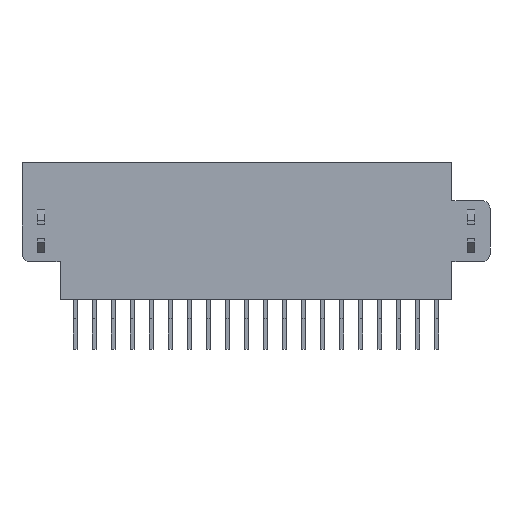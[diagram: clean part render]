
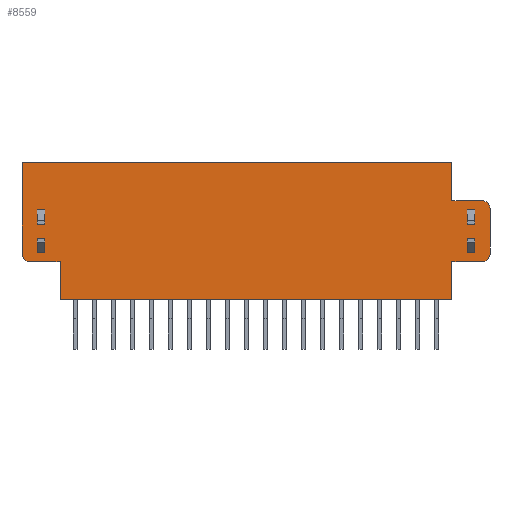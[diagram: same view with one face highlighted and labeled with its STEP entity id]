
A CAD part, front view. The second image highlights one B-rep face of the part: STEP entity #8559.
In plain terms, the highlighted planar face has unit normal (0, -1, 0).
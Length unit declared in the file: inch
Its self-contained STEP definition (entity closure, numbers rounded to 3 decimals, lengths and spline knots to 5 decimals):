
#77=CIRCLE('',#9046,0.01);
#78=CIRCLE('',#9047,0.01);
#79=CIRCLE('',#9048,0.01);
#177=ORIENTED_EDGE('',*,*,#2630,.F.);
#178=ORIENTED_EDGE('',*,*,#2631,.T.);
#179=ORIENTED_EDGE('',*,*,#2632,.F.);
#180=ORIENTED_EDGE('',*,*,#2633,.F.);
#181=ORIENTED_EDGE('',*,*,#2634,.F.);
#182=ORIENTED_EDGE('',*,*,#2635,.T.);
#183=ORIENTED_EDGE('',*,*,#2636,.F.);
#184=ORIENTED_EDGE('',*,*,#2637,.F.);
#185=ORIENTED_EDGE('',*,*,#2638,.F.);
#186=ORIENTED_EDGE('',*,*,#2639,.T.);
#187=ORIENTED_EDGE('',*,*,#2640,.F.);
#188=ORIENTED_EDGE('',*,*,#2641,.F.);
#189=ORIENTED_EDGE('',*,*,#2642,.F.);
#190=ORIENTED_EDGE('',*,*,#2643,.T.);
#191=ORIENTED_EDGE('',*,*,#2644,.F.);
#192=ORIENTED_EDGE('',*,*,#2645,.F.);
#193=ORIENTED_EDGE('',*,*,#2646,.F.);
#194=ORIENTED_EDGE('',*,*,#2647,.T.);
#195=ORIENTED_EDGE('',*,*,#2648,.T.);
#196=ORIENTED_EDGE('',*,*,#2649,.F.);
#197=ORIENTED_EDGE('',*,*,#2650,.T.);
#198=ORIENTED_EDGE('',*,*,#2651,.T.);
#199=ORIENTED_EDGE('',*,*,#2652,.F.);
#200=ORIENTED_EDGE('',*,*,#2653,.F.);
#201=ORIENTED_EDGE('',*,*,#2654,.F.);
#202=ORIENTED_EDGE('',*,*,#2655,.T.);
#203=ORIENTED_EDGE('',*,*,#2656,.T.);
#204=ORIENTED_EDGE('',*,*,#2657,.F.);
#205=ORIENTED_EDGE('',*,*,#2615,.F.);
#2615=EDGE_CURVE('',#3841,#3843,#4660,.T.);
#2630=EDGE_CURVE('',#3856,#3857,#4672,.T.);
#2631=EDGE_CURVE('',#3856,#3858,#4673,.T.);
#2632=EDGE_CURVE('',#3859,#3858,#4674,.T.);
#2633=EDGE_CURVE('',#3857,#3859,#4675,.T.);
#2634=EDGE_CURVE('',#3860,#3861,#4676,.T.);
#2635=EDGE_CURVE('',#3860,#3862,#4677,.T.);
#2636=EDGE_CURVE('',#3863,#3862,#4678,.T.);
#2637=EDGE_CURVE('',#3861,#3863,#4679,.T.);
#2638=EDGE_CURVE('',#3864,#3865,#4680,.T.);
#2639=EDGE_CURVE('',#3864,#3866,#4681,.T.);
#2640=EDGE_CURVE('',#3867,#3866,#4682,.T.);
#2641=EDGE_CURVE('',#3865,#3867,#4683,.T.);
#2642=EDGE_CURVE('',#3868,#3869,#4684,.T.);
#2643=EDGE_CURVE('',#3868,#3870,#4685,.T.);
#2644=EDGE_CURVE('',#3871,#3870,#4686,.T.);
#2645=EDGE_CURVE('',#3869,#3871,#4687,.T.);
#2646=EDGE_CURVE('',#3872,#3841,#77,.T.);
#2647=EDGE_CURVE('',#3872,#3873,#4688,.T.);
#2648=EDGE_CURVE('',#3873,#3874,#4689,.T.);
#2649=EDGE_CURVE('',#3875,#3874,#4690,.T.);
#2650=EDGE_CURVE('',#3875,#3876,#4691,.T.);
#2651=EDGE_CURVE('',#3876,#3877,#4692,.T.);
#2652=EDGE_CURVE('',#3878,#3877,#78,.T.);
#2653=EDGE_CURVE('',#3879,#3878,#4693,.T.);
#2654=EDGE_CURVE('',#3880,#3879,#79,.T.);
#2655=EDGE_CURVE('',#3880,#3881,#4694,.T.);
#2656=EDGE_CURVE('',#3881,#3882,#4695,.T.);
#2657=EDGE_CURVE('',#3843,#3882,#4696,.T.);
#3841=VERTEX_POINT('',#11821);
#3843=VERTEX_POINT('',#11824);
#3856=VERTEX_POINT('',#11854);
#3857=VERTEX_POINT('',#11855);
#3858=VERTEX_POINT('',#11857);
#3859=VERTEX_POINT('',#11859);
#3860=VERTEX_POINT('',#11862);
#3861=VERTEX_POINT('',#11863);
#3862=VERTEX_POINT('',#11865);
#3863=VERTEX_POINT('',#11867);
#3864=VERTEX_POINT('',#11870);
#3865=VERTEX_POINT('',#11871);
#3866=VERTEX_POINT('',#11873);
#3867=VERTEX_POINT('',#11875);
#3868=VERTEX_POINT('',#11878);
#3869=VERTEX_POINT('',#11879);
#3870=VERTEX_POINT('',#11881);
#3871=VERTEX_POINT('',#11883);
#3872=VERTEX_POINT('',#11886);
#3873=VERTEX_POINT('',#11888);
#3874=VERTEX_POINT('',#11890);
#3875=VERTEX_POINT('',#11892);
#3876=VERTEX_POINT('',#11894);
#3877=VERTEX_POINT('',#11896);
#3878=VERTEX_POINT('',#11898);
#3879=VERTEX_POINT('',#11900);
#3880=VERTEX_POINT('',#11902);
#3881=VERTEX_POINT('',#11904);
#3882=VERTEX_POINT('',#11906);
#4660=LINE('',#11823,#5801);
#4672=LINE('',#11853,#5813);
#4673=LINE('',#11856,#5814);
#4674=LINE('',#11858,#5815);
#4675=LINE('',#11860,#5816);
#4676=LINE('',#11861,#5817);
#4677=LINE('',#11864,#5818);
#4678=LINE('',#11866,#5819);
#4679=LINE('',#11868,#5820);
#4680=LINE('',#11869,#5821);
#4681=LINE('',#11872,#5822);
#4682=LINE('',#11874,#5823);
#4683=LINE('',#11876,#5824);
#4684=LINE('',#11877,#5825);
#4685=LINE('',#11880,#5826);
#4686=LINE('',#11882,#5827);
#4687=LINE('',#11884,#5828);
#4688=LINE('',#11887,#5829);
#4689=LINE('',#11889,#5830);
#4690=LINE('',#11891,#5831);
#4691=LINE('',#11893,#5832);
#4692=LINE('',#11895,#5833);
#4693=LINE('',#11899,#5834);
#4694=LINE('',#11903,#5835);
#4695=LINE('',#11905,#5836);
#4696=LINE('',#11907,#5837);
#5801=VECTOR('',#9590,39.37008);
#5813=VECTOR('',#9612,39.37008);
#5814=VECTOR('',#9613,39.37008);
#5815=VECTOR('',#9614,39.37008);
#5816=VECTOR('',#9615,39.37008);
#5817=VECTOR('',#9616,39.37008);
#5818=VECTOR('',#9617,39.37008);
#5819=VECTOR('',#9618,39.37008);
#5820=VECTOR('',#9619,39.37008);
#5821=VECTOR('',#9620,39.37008);
#5822=VECTOR('',#9621,39.37008);
#5823=VECTOR('',#9622,39.37008);
#5824=VECTOR('',#9623,39.37008);
#5825=VECTOR('',#9624,39.37008);
#5826=VECTOR('',#9625,39.37008);
#5827=VECTOR('',#9626,39.37008);
#5828=VECTOR('',#9627,39.37008);
#5829=VECTOR('',#9630,39.37008);
#5830=VECTOR('',#9631,39.37008);
#5831=VECTOR('',#9632,39.37008);
#5832=VECTOR('',#9633,39.37008);
#5833=VECTOR('',#9634,39.37008);
#5834=VECTOR('',#9637,39.37008);
#5835=VECTOR('',#9640,39.37008);
#5836=VECTOR('',#9641,39.37008);
#5837=VECTOR('',#9642,39.37008);
#6943=EDGE_LOOP('',(#177,#178,#179,#180));
#6944=EDGE_LOOP('',(#181,#182,#183,#184));
#6945=EDGE_LOOP('',(#185,#186,#187,#188));
#6946=EDGE_LOOP('',(#189,#190,#191,#192));
#6947=EDGE_LOOP('',(#193,#194,#195,#196,#197,#198,#199,#200,#201,#202,#203,
#204,#205));
#7544=FACE_BOUND('',#6943,.T.);
#7545=FACE_BOUND('',#6944,.T.);
#7546=FACE_BOUND('',#6945,.T.);
#7547=FACE_BOUND('',#6946,.T.);
#7548=FACE_BOUND('',#6947,.T.);
#8145=PLANE('',#9045);
#8559=ADVANCED_FACE('',(#7544,#7545,#7546,#7547,#7548),#8145,.F.);
#9045=AXIS2_PLACEMENT_3D('',#11852,#9610,#9611);
#9046=AXIS2_PLACEMENT_3D('',#11885,#9628,#9629);
#9047=AXIS2_PLACEMENT_3D('',#11897,#9635,#9636);
#9048=AXIS2_PLACEMENT_3D('',#11901,#9638,#9639);
#9590=DIRECTION('',(0.,0.,1.));
#9610=DIRECTION('',(0.,1.,0.));
#9611=DIRECTION('',(0.,0.,1.));
#9612=DIRECTION('',(-1.,0.,0.));
#9613=DIRECTION('',(0.,0.,-1.));
#9614=DIRECTION('',(1.,0.,0.));
#9615=DIRECTION('',(0.,0.,-1.));
#9616=DIRECTION('',(-1.,0.,0.));
#9617=DIRECTION('',(0.,0.,-1.));
#9618=DIRECTION('',(1.,0.,0.));
#9619=DIRECTION('',(0.,0.,-1.));
#9620=DIRECTION('',(-1.,0.,0.));
#9621=DIRECTION('',(0.,0.,-1.));
#9622=DIRECTION('',(1.,0.,0.));
#9623=DIRECTION('',(0.,0.,-1.));
#9624=DIRECTION('',(-1.,0.,0.));
#9625=DIRECTION('',(0.,0.,-1.));
#9626=DIRECTION('',(1.,0.,0.));
#9627=DIRECTION('',(0.,0.,-1.));
#9628=DIRECTION('',(0.,1.,0.));
#9629=DIRECTION('',(1.,0.,0.));
#9630=DIRECTION('',(1.,0.,0.));
#9631=DIRECTION('',(0.,0.,-1.));
#9632=DIRECTION('',(-1.,0.,0.));
#9633=DIRECTION('',(0.,0.,1.));
#9634=DIRECTION('',(1.,0.,0.));
#9635=DIRECTION('',(0.,1.,0.));
#9636=DIRECTION('',(1.,0.,0.));
#9637=DIRECTION('',(0.,0.,-1.));
#9638=DIRECTION('',(0.,1.,0.));
#9639=DIRECTION('',(1.,0.,0.));
#9640=DIRECTION('',(-1.,0.,0.));
#9641=DIRECTION('',(0.,0.,1.));
#9642=DIRECTION('',(1.,0.,0.));
#11821=CARTESIAN_POINT('',(-0.3075,0.,-0.12));
#11823=CARTESIAN_POINT('',(-0.3075,0.,-0.18));
#11824=CARTESIAN_POINT('',(-0.3075,0.,0.));
#11852=CARTESIAN_POINT('',(0.,0.,0.));
#11853=CARTESIAN_POINT('',(0.,0.,-0.06725));
#11854=CARTESIAN_POINT('',(-0.2775,0.,-0.06725));
#11855=CARTESIAN_POINT('',(-0.2875,0.,-0.06725));
#11856=CARTESIAN_POINT('',(-0.2775,0.,0.));
#11857=CARTESIAN_POINT('',(-0.2775,0.,-0.081));
#11858=CARTESIAN_POINT('',(0.,0.,-0.081));
#11859=CARTESIAN_POINT('',(-0.2875,0.,-0.081));
#11860=CARTESIAN_POINT('',(-0.2875,0.,0.));
#11861=CARTESIAN_POINT('',(0.,0.,-0.099));
#11862=CARTESIAN_POINT('',(-0.2775,0.,-0.099));
#11863=CARTESIAN_POINT('',(-0.2875,0.,-0.099));
#11864=CARTESIAN_POINT('',(-0.2775,0.,0.));
#11865=CARTESIAN_POINT('',(-0.2775,0.,-0.11275));
#11866=CARTESIAN_POINT('',(0.,0.,-0.11275));
#11867=CARTESIAN_POINT('',(-0.2875,0.,-0.11275));
#11868=CARTESIAN_POINT('',(-0.2875,0.,0.));
#11869=CARTESIAN_POINT('',(0.,0.,-0.06725));
#11870=CARTESIAN_POINT('',(0.2875,0.,-0.06725));
#11871=CARTESIAN_POINT('',(0.2775,0.,-0.06725));
#11872=CARTESIAN_POINT('',(0.2875,0.,0.));
#11873=CARTESIAN_POINT('',(0.2875,0.,-0.081));
#11874=CARTESIAN_POINT('',(0.,0.,-0.081));
#11875=CARTESIAN_POINT('',(0.2775,0.,-0.081));
#11876=CARTESIAN_POINT('',(0.2775,0.,0.));
#11877=CARTESIAN_POINT('',(0.,0.,-0.099));
#11878=CARTESIAN_POINT('',(0.2875,0.,-0.099));
#11879=CARTESIAN_POINT('',(0.2775,0.,-0.099));
#11880=CARTESIAN_POINT('',(0.2875,0.,0.));
#11881=CARTESIAN_POINT('',(0.2875,0.,-0.11275));
#11882=CARTESIAN_POINT('',(0.,0.,-0.11275));
#11883=CARTESIAN_POINT('',(0.2775,0.,-0.11275));
#11884=CARTESIAN_POINT('',(0.2775,0.,0.));
#11885=CARTESIAN_POINT('',(-0.2975,0.,-0.12));
#11886=CARTESIAN_POINT('',(-0.2975,0.,-0.13));
#11887=CARTESIAN_POINT('',(-0.2975,0.,-0.13));
#11888=CARTESIAN_POINT('',(-0.2575,0.,-0.13));
#11889=CARTESIAN_POINT('',(-0.2575,0.,-0.13));
#11890=CARTESIAN_POINT('',(-0.2575,0.,-0.18));
#11891=CARTESIAN_POINT('',(0.3075,0.,-0.18));
#11892=CARTESIAN_POINT('',(0.2575,0.,-0.18));
#11893=CARTESIAN_POINT('',(0.2575,0.,-0.18));
#11894=CARTESIAN_POINT('',(0.2575,0.,-0.13));
#11895=CARTESIAN_POINT('',(0.2575,0.,-0.13));
#11896=CARTESIAN_POINT('',(0.2975,0.,-0.13));
#11897=CARTESIAN_POINT('',(0.2975,0.,-0.12));
#11898=CARTESIAN_POINT('',(0.3075,0.,-0.12));
#11899=CARTESIAN_POINT('',(0.3075,0.,0.));
#11900=CARTESIAN_POINT('',(0.3075,0.,-0.06));
#11901=CARTESIAN_POINT('',(0.2975,0.,-0.06));
#11902=CARTESIAN_POINT('',(0.2975,0.,-0.05));
#11903=CARTESIAN_POINT('',(0.2975,0.,-0.05));
#11904=CARTESIAN_POINT('',(0.2575,0.,-0.05));
#11905=CARTESIAN_POINT('',(0.2575,0.,-0.05));
#11906=CARTESIAN_POINT('',(0.2575,0.,0.));
#11907=CARTESIAN_POINT('',(-0.3075,0.,0.));
